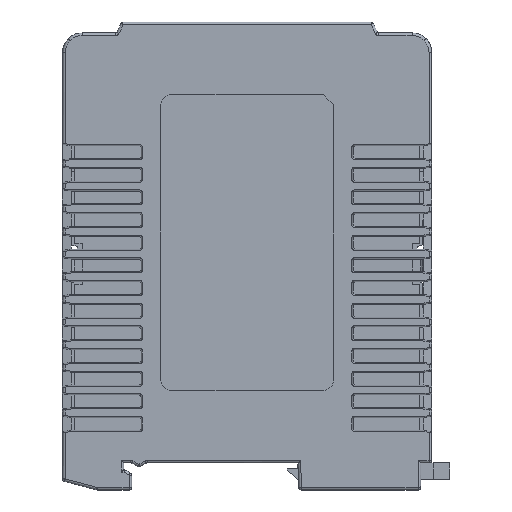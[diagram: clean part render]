
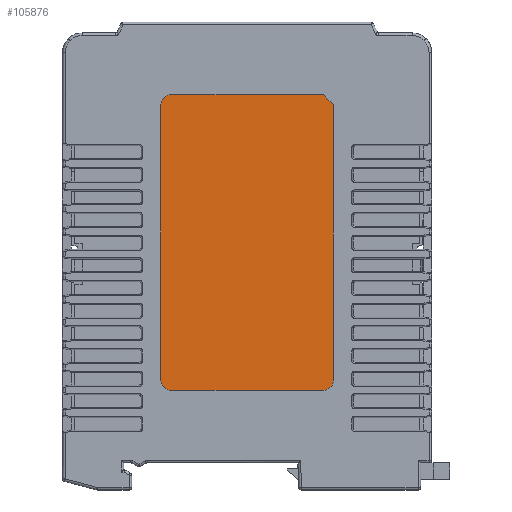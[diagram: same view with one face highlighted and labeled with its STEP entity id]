
A CAD part, front view. The second image highlights one B-rep face of the part: STEP entity #105876.
In plain terms, the highlighted planar face has unit normal (0, -1, 0).
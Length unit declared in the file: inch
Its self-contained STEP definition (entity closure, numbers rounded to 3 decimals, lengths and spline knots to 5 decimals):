
#4338 = EDGE_LOOP ( 'NONE', ( #57505, #121537, #46405, #44882, #117737, #17205, #113679, #41256 ) ) ;
#5192 = VERTEX_POINT ( 'NONE', #43590 ) ;
#6588 = VERTEX_POINT ( 'NONE', #125060 ) ;
#8466 = PLANE ( 'NONE',  #67178 ) ;
#10753 = AXIS2_PLACEMENT_3D ( 'NONE', #129856, #75731, #141201 ) ;
#17205 = ORIENTED_EDGE ( 'NONE', *, *, #97924, .T. ) ;
#21878 = VERTEX_POINT ( 'NONE', #70832 ) ;
#23519 = DIRECTION ( 'NONE',  ( 0., -1., 0. ) ) ;
#24235 = AXIS2_PLACEMENT_3D ( 'NONE', #123735, #23519, #101119 ) ;
#25153 = EDGE_CURVE ( 'NONE', #6588, #45291, #52572, .T. ) ;
#25681 = CARTESIAN_POINT ( 'NONE',  ( 0.61024, -0.58268, -1.1811 ) ) ;
#25970 = VERTEX_POINT ( 'NONE', #125164 ) ;
#26519 = EDGE_CURVE ( 'NONE', #21878, #87471, #46902, .T. ) ;
#27762 = CARTESIAN_POINT ( 'NONE',  ( -0.68898, -0.58268, 1.10236 ) ) ;
#28367 = CIRCLE ( 'NONE', #10753, 0.07874 ) ;
#32035 = DIRECTION ( 'NONE',  ( 0., 0., -1. ) ) ;
#39134 = EDGE_CURVE ( 'NONE', #84925, #101350, #140426, .T. ) ;
#40045 = CARTESIAN_POINT ( 'NONE',  ( 0.68898, -0.58268, 1.10236 ) ) ;
#40261 = CIRCLE ( 'NONE', #80595, 0.07874 ) ;
#41256 = ORIENTED_EDGE ( 'NONE', *, *, #66633, .T. ) ;
#43590 = CARTESIAN_POINT ( 'NONE',  ( 0.61024, -0.58268, 1.1811 ) ) ;
#44882 = ORIENTED_EDGE ( 'NONE', *, *, #145334, .F. ) ;
#45291 = VERTEX_POINT ( 'NONE', #25681 ) ;
#46405 = ORIENTED_EDGE ( 'NONE', *, *, #26519, .T. ) ;
#46902 = LINE ( 'NONE', #75589, #143740 ) ;
#46991 = CARTESIAN_POINT ( 'NONE',  ( 0.73189, -0.58268, 1.05945 ) ) ;
#48923 = CARTESIAN_POINT ( 'NONE',  ( -0.68898, -0.58268, -1.10236 ) ) ;
#50189 = LINE ( 'NONE', #46991, #145363 ) ;
#50206 = DIRECTION ( 'NONE',  ( 1., 0., 0. ) ) ;
#52572 = LINE ( 'NONE', #72831, #57895 ) ;
#57505 = ORIENTED_EDGE ( 'NONE', *, *, #25153, .T. ) ;
#57895 = VECTOR ( 'NONE', #139772, 39.37008 ) ;
#58723 = CARTESIAN_POINT ( 'NONE',  ( -0.68898, -0.58268, 1.28116 ) ) ;
#66633 = EDGE_CURVE ( 'NONE', #101350, #6588, #40261, .T. ) ;
#67178 = AXIS2_PLACEMENT_3D ( 'NONE', #132821, #87535, #32035 ) ;
#70832 = CARTESIAN_POINT ( 'NONE',  ( 0.68898, -0.58268, -1.10236 ) ) ;
#72167 = DIRECTION ( 'NONE',  ( -1., 0., 0. ) ) ;
#72831 = CARTESIAN_POINT ( 'NONE',  ( -0.78903, -0.58268, -1.1811 ) ) ;
#73320 = DIRECTION ( 'NONE',  ( 0., -1., 0. ) ) ;
#73658 = DIRECTION ( 'NONE',  ( 0., 0., 1. ) ) ;
#74322 = CARTESIAN_POINT ( 'NONE',  ( -0.61024, -0.58268, -1.10236 ) ) ;
#75589 = CARTESIAN_POINT ( 'NONE',  ( 0.68898, -0.58268, -1.28116 ) ) ;
#75731 = DIRECTION ( 'NONE',  ( 0., -1., 0. ) ) ;
#77012 = VECTOR ( 'NONE', #72167, 39.37008 ) ;
#80595 = AXIS2_PLACEMENT_3D ( 'NONE', #74322, #73320, #50206 ) ;
#84925 = VERTEX_POINT ( 'NONE', #27762 ) ;
#87471 = VERTEX_POINT ( 'NONE', #40045 ) ;
#87535 = DIRECTION ( 'NONE',  ( 0., -1., 0. ) ) ;
#92141 = EDGE_CURVE ( 'NONE', #5192, #25970, #129760, .T. ) ;
#92230 = DIRECTION ( 'NONE',  ( 0.707, 0., -0.707 ) ) ;
#93619 = FACE_OUTER_BOUND ( 'NONE', #4338, .T. ) ;
#97924 = EDGE_CURVE ( 'NONE', #25970, #84925, #114348, .T. ) ;
#101119 = DIRECTION ( 'NONE',  ( 0., 0., -1. ) ) ;
#101350 = VERTEX_POINT ( 'NONE', #48923 ) ;
#105876 = ADVANCED_FACE ( 'NONE', ( #93619 ), #8466, .T. ) ;
#113679 = ORIENTED_EDGE ( 'NONE', *, *, #39134, .T. ) ;
#114348 = CIRCLE ( 'NONE', #24235, 0.07874 ) ;
#116898 = CARTESIAN_POINT ( 'NONE',  ( 0.78903, -0.58268, 1.1811 ) ) ;
#117737 = ORIENTED_EDGE ( 'NONE', *, *, #92141, .T. ) ;
#121537 = ORIENTED_EDGE ( 'NONE', *, *, #137163, .T. ) ;
#123735 = CARTESIAN_POINT ( 'NONE',  ( -0.61024, -0.58268, 1.10236 ) ) ;
#125060 = CARTESIAN_POINT ( 'NONE',  ( -0.61024, -0.58268, -1.1811 ) ) ;
#125164 = CARTESIAN_POINT ( 'NONE',  ( -0.61024, -0.58268, 1.1811 ) ) ;
#129760 = LINE ( 'NONE', #116898, #77012 ) ;
#129856 = CARTESIAN_POINT ( 'NONE',  ( 0.61024, -0.58268, -1.10236 ) ) ;
#132821 = CARTESIAN_POINT ( 'NONE',  ( 0., -0.58268, 0. ) ) ;
#136946 = DIRECTION ( 'NONE',  ( 0., 0., -1. ) ) ;
#137163 = EDGE_CURVE ( 'NONE', #45291, #21878, #28367, .T. ) ;
#139772 = DIRECTION ( 'NONE',  ( 1., 0., 0. ) ) ;
#140426 = LINE ( 'NONE', #58723, #142114 ) ;
#141201 = DIRECTION ( 'NONE',  ( 0., 0., -1. ) ) ;
#142114 = VECTOR ( 'NONE', #136946, 39.37008 ) ;
#143740 = VECTOR ( 'NONE', #73658, 39.37008 ) ;
#145334 = EDGE_CURVE ( 'NONE', #5192, #87471, #50189, .T. ) ;
#145363 = VECTOR ( 'NONE', #92230, 39.37008 ) ;
